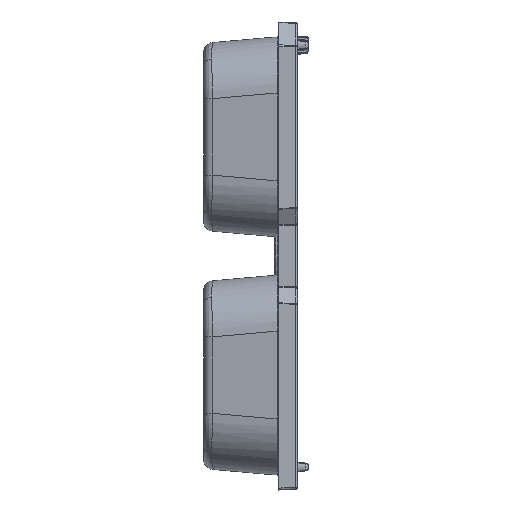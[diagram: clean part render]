
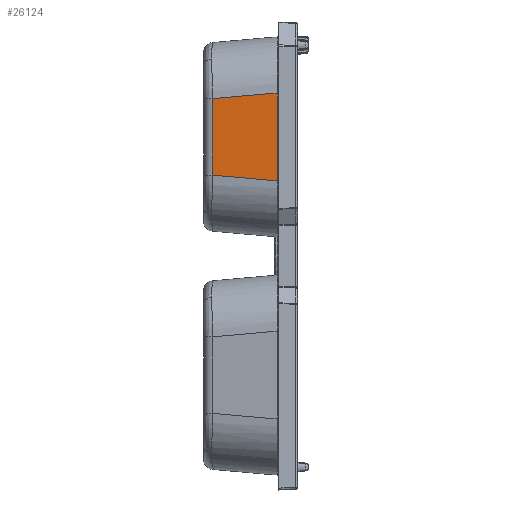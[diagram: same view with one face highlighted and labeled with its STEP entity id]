
A CAD part, left-side view. The second image highlights one B-rep face of the part: STEP entity #26124.
In plain terms, the highlighted planar face has unit normal (-0.996, 0.087, 0).
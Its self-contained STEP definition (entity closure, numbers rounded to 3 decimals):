
#740 = CARTESIAN_POINT ( 'NONE',  ( -22.755, 9.087, 16.778 ) ) ;
#1672 = VECTOR ( 'NONE', #20304, 1000. ) ;
#2098 = LINE ( 'NONE', #22375, #1672 ) ;
#2102 = FACE_OUTER_BOUND ( 'NONE', #16764, .T. ) ;
#2241 = PLANE ( 'NONE',  #10996 ) ;
#2326 = ORIENTED_EDGE ( 'NONE', *, *, #21078, .T. ) ;
#2395 = VECTOR ( 'NONE', #22198, 1000. ) ;
#2842 = EDGE_CURVE ( 'NONE', #21426, #22836, #15747, .T. ) ;
#4138 = CARTESIAN_POINT ( 'NONE',  ( -22.755, 9.087, 23.375 ) ) ;
#4357 = LINE ( 'NONE', #19467, #8878 ) ;
#4789 = EDGE_CURVE ( 'NONE', #28143, #21958, #6330, .T. ) ;
#6330 = LINE ( 'NONE', #4138, #28878 ) ;
#8878 = VECTOR ( 'NONE', #21814, 1000. ) ;
#10996 = AXIS2_PLACEMENT_3D ( 'NONE', #11216, #20025, #29026 ) ;
#11216 = CARTESIAN_POINT ( 'NONE',  ( -23.375, 2., 23.375 ) ) ;
#15354 = EDGE_CURVE ( 'NONE', #22836, #28143, #2098, .T. ) ;
#15600 = CARTESIAN_POINT ( 'NONE',  ( -23.359, 2.183, 23.375 ) ) ;
#15747 = LINE ( 'NONE', #15600, #2395 ) ;
#16764 = EDGE_LOOP ( 'NONE', ( #2326, #22128, #22545, #26401 ) ) ;
#17182 = DIRECTION ( 'NONE',  ( 0., 0., -1. ) ) ;
#19467 = CARTESIAN_POINT ( 'NONE',  ( -23.259, 3.325, 8.118 ) ) ;
#20025 = DIRECTION ( 'NONE',  ( -0.996, 0.087, 0. ) ) ;
#20304 = DIRECTION ( 'NONE',  ( 0.087, 0.992, -0.087 ) ) ;
#21078 = EDGE_CURVE ( 'NONE', #21958, #21426, #4357, .T. ) ;
#21426 = VERTEX_POINT ( 'NONE', #24740 ) ;
#21814 = DIRECTION ( 'NONE',  ( -0.087, -0.992, -0.087 ) ) ;
#21958 = VERTEX_POINT ( 'NONE', #22715 ) ;
#22128 = ORIENTED_EDGE ( 'NONE', *, *, #2842, .T. ) ;
#22198 = DIRECTION ( 'NONE',  ( 0., 0., 1. ) ) ;
#22307 = CARTESIAN_POINT ( 'NONE',  ( -23.359, 2.183, 17.382 ) ) ;
#22375 = CARTESIAN_POINT ( 'NONE',  ( -23.42, 1.485, 17.443 ) ) ;
#22545 = ORIENTED_EDGE ( 'NONE', *, *, #15354, .T. ) ;
#22715 = CARTESIAN_POINT ( 'NONE',  ( -22.755, 9.087, 8.622 ) ) ;
#22836 = VERTEX_POINT ( 'NONE', #22307 ) ;
#24740 = CARTESIAN_POINT ( 'NONE',  ( -23.359, 2.183, 8.018 ) ) ;
#26124 = ADVANCED_FACE ( 'NONE', ( #2102 ), #2241, .T. ) ;
#26401 = ORIENTED_EDGE ( 'NONE', *, *, #4789, .T. ) ;
#28143 = VERTEX_POINT ( 'NONE', #740 ) ;
#28878 = VECTOR ( 'NONE', #17182, 1000. ) ;
#29026 = DIRECTION ( 'NONE',  ( -0.087, -0.996, 0. ) ) ;
